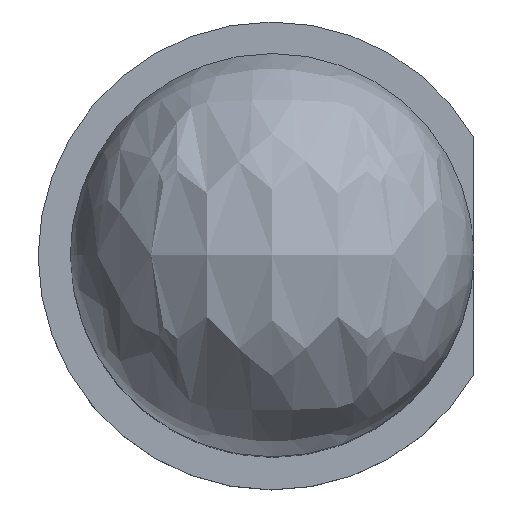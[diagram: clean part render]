
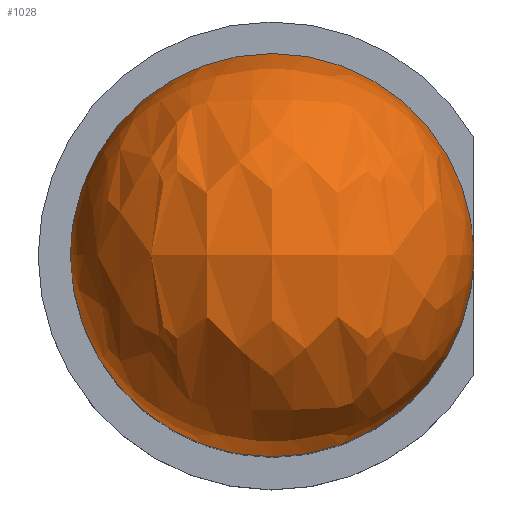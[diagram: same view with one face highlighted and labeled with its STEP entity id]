
A CAD part, top view. The second image highlights one B-rep face of the part: STEP entity #1028.
In plain terms, the highlighted free-form (B-spline) face has degree [3, 3] with [4, 4] control points.
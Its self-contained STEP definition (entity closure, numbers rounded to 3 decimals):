
#55 = CARTESIAN_POINT ( 'NONE',  ( -2.5, 5., 16.3 ) ) ;
#69 = CARTESIAN_POINT ( 'NONE',  ( -2.5, -5., 16.3 ) ) ;
#72 = CARTESIAN_POINT ( 'NONE',  ( 2.5, 5., 16.3 ) ) ;
#149 = ORIENTED_EDGE ( 'NONE', *, *, #1027, .F. ) ;
#237 = CARTESIAN_POINT ( 'NONE',  ( -2.5, 0., 6.3 ) ) ;
#247 = CARTESIAN_POINT ( 'NONE',  ( 2.5, 5., 6.3 ) ) ;
#253 = CARTESIAN_POINT ( 'NONE',  ( -2.5, 5., 6.3 ) ) ;
#316 = CARTESIAN_POINT ( 'NONE',  ( 2.5, 0., 6.3 ) ) ;
#322 = CARTESIAN_POINT ( 'NONE',  ( -2.5, -5., 6.3 ) ) ;
#331 = CARTESIAN_POINT ( 'NONE',  ( 0., 0., 6.3 ) ) ;
#333 = CARTESIAN_POINT ( 'NONE',  ( 2.5, 0., 6.3 ) ) ;
#335 = DIRECTION ( 'NONE',  ( 0., 0., -1. ) ) ;
#378 = FACE_OUTER_BOUND ( 'NONE', #518, .T. ) ;
#442 = CARTESIAN_POINT ( 'NONE',  ( 0., 0., 6.3 ) ) ;
#513 = AXIS2_PLACEMENT_3D ( 'NONE', #442, #335, #533 ) ;
#517 = VERTEX_POINT ( 'NONE', #529 ) ;
#518 = EDGE_LOOP ( 'NONE', ( #149, #834 ) ) ;
#519 = CARTESIAN_POINT ( 'NONE',  ( 2.5, 0., 6.3 ) ) ;
#529 = CARTESIAN_POINT ( 'NONE',  ( -2.5, 0., 6.3 ) ) ;
#533 = DIRECTION ( 'NONE',  ( 1., 0., 0. ) ) ;
#535 = EDGE_CURVE ( 'NONE', #929, #517, #567, .T. ) ;
#567 = CIRCLE ( 'NONE', #513, 2.5 ) ;
#597 = CARTESIAN_POINT ( 'NONE',  ( 2.5, -5., 6.3 ) ) ;
#604 = AXIS2_PLACEMENT_3D ( 'NONE', #331, #686, #1142 ) ;
#606 = CARTESIAN_POINT ( 'NONE',  ( 2.5, -5., 16.3 ) ) ;
#686 = DIRECTION ( 'NONE',  ( 0., 0., -1. ) ) ;
#759 = CARTESIAN_POINT ( 'NONE',  ( -2.5, 0., 6.3 ) ) ;
#834 = ORIENTED_EDGE ( 'NONE', *, *, #535, .F. ) ;
#848 = CARTESIAN_POINT ( 'NONE',  ( -2.5, 0., 6.3 ) ) ;
#857 = CARTESIAN_POINT ( 'NONE',  ( -2.5, 0., 6.3 ) ) ;
#896 = CIRCLE ( 'NONE', #604, 2.5 ) ;
#929 = VERTEX_POINT ( 'NONE', #316 ) ;
#1027 = EDGE_CURVE ( 'NONE', #517, #929, #896, .T. ) ;
#1028 = ADVANCED_FACE ( 'NONE', ( #378 ), #1127, .T. ) ;
#1039 = CARTESIAN_POINT ( 'NONE',  ( 2.5, 0., 6.3 ) ) ;
#1127 =( BOUNDED_SURFACE ( )  B_SPLINE_SURFACE ( 3, 3, ( 
 ( #1039, #519, #333, #1136 ),
 ( #247, #72, #606, #597 ),
 ( #253, #55, #69, #322 ),
 ( #848, #759, #857, #237 ) ),
 .UNSPECIFIED., .F., .F., .T. ) 
 B_SPLINE_SURFACE_WITH_KNOTS ( ( 4, 4 ),
 ( 4, 4 ),
 ( 0., 1. ),
 ( 0., 1. ),
 .UNSPECIFIED. ) 
 GEOMETRIC_REPRESENTATION_ITEM ( )  RATIONAL_B_SPLINE_SURFACE ( (
 ( 1., 0.333, 0.333, 1.),
 ( 0.333, 0.111, 0.111, 0.333),
 ( 0.333, 0.111, 0.111, 0.333),
 ( 1., 0.333, 0.333, 1.) ) ) 
 REPRESENTATION_ITEM ( '' )  SURFACE ( )  );
#1136 = CARTESIAN_POINT ( 'NONE',  ( 2.5, 0., 6.3 ) ) ;
#1142 = DIRECTION ( 'NONE',  ( 1., 0., 0. ) ) ;
